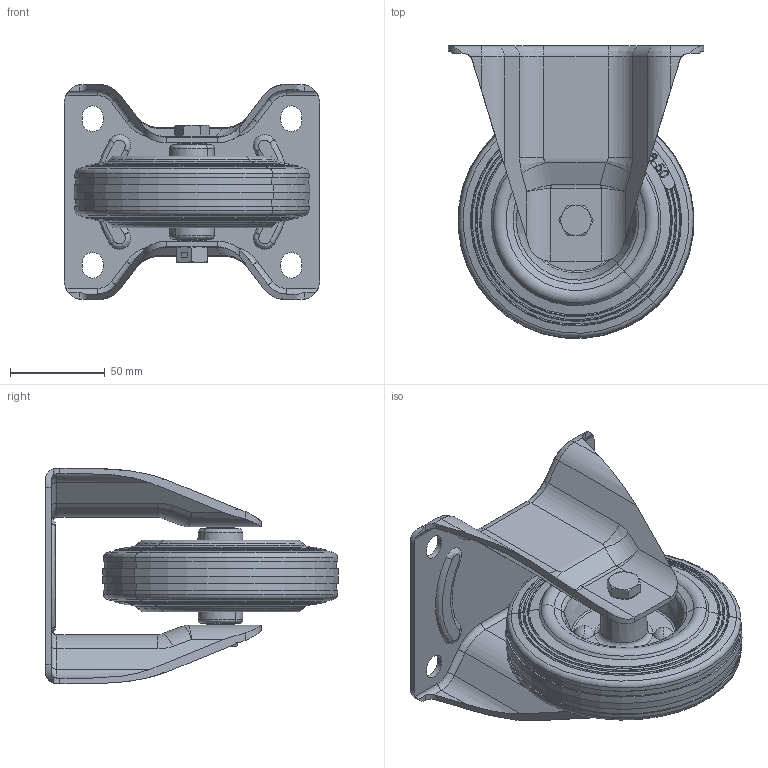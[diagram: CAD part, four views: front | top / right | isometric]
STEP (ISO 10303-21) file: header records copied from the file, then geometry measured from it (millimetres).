
FILE_DESCRIPTION (( 'STEP AP214' ), '1' );
FILE_NAME ('0037864_B-IK-SGS-125-R-EC-GP.STEP', '2016-05-31T10:38:52', ( '' ), ( '' ), 'SwSTEP 2.0', 'SolidWorks 2016', '' );
FILE_SCHEMA (( 'AUTOMOTIVE_DESIGN' ));
Length unit declared in the file: millimetre
Products named in the file (1): 0037864_B-IK-SGS-125-R-EC-GP
Bounding box: 135 x 154.89 x 114 mm (x, y, z)
Surface area: 143850.5 mm2 (no closed solid volume)
Topology: 0 solids, 20 shells, 633 faces, 1487 edges, 900 vertices
Faces by surface type: plane 165, bspline 149, cylinder 139, cone 102, torus 78
Entity records: 29772 total; most frequent: CARTESIAN_POINT 9128, ORIENTED_EDGE 2942, DIRECTION 2591, EDGE_CURVE 1471, AXIS2_PLACEMENT_3D 1053, VERTEX_POINT 900, EDGE_LOOP 699, UNCERTAINTY_MEASURE_WITH_UNIT 654
